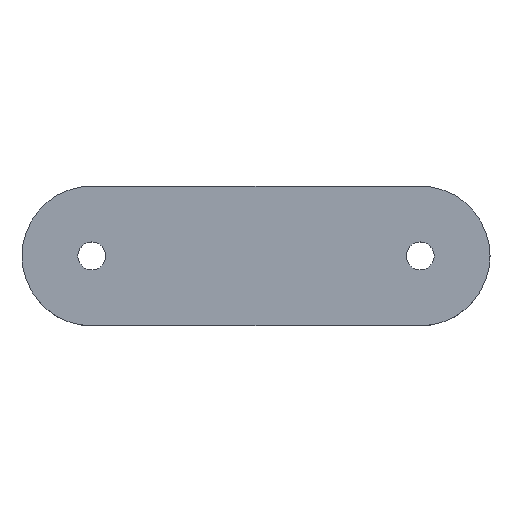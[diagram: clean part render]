
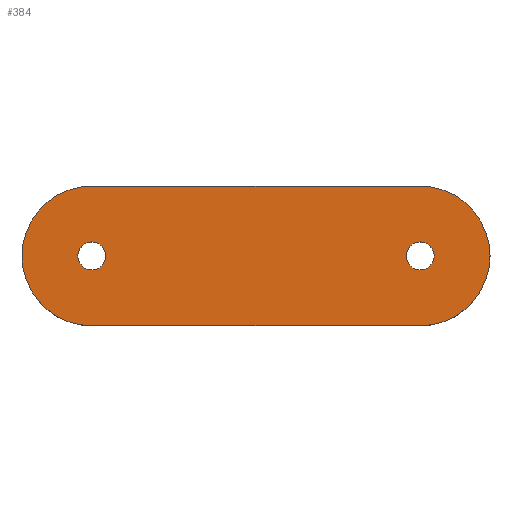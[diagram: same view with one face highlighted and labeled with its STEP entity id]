
A CAD part, top view. The second image highlights one B-rep face of the part: STEP entity #384.
In plain terms, the highlighted planar face has unit normal (0, 0, 1).
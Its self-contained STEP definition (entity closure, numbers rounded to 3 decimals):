
#1 = ORIENTED_EDGE ( 'NONE', *, *, #79, .T. ) ;
#4 = DIRECTION ( 'NONE',  ( 0., 0., 1. ) ) ;
#7 = EDGE_LOOP ( 'NONE', ( #159, #193, #172, #1, #354 ) ) ;
#9 = CARTESIAN_POINT ( 'NONE',  ( -146.233, -2.496, 10. ) ) ;
#15 = DIRECTION ( 'NONE',  ( 0., 0., 1. ) ) ;
#20 = CARTESIAN_POINT ( 'NONE',  ( -146.233, 17.504, 10. ) ) ;
#24 = VERTEX_POINT ( 'NONE', #247 ) ;
#29 = CARTESIAN_POINT ( 'NONE',  ( -193.233, 7.504, 10. ) ) ;
#30 = CARTESIAN_POINT ( 'NONE',  ( -193.233, 7.504, 10. ) ) ;
#34 = EDGE_CURVE ( 'NONE', #24, #186, #217, .T. ) ;
#35 = EDGE_CURVE ( 'NONE', #38, #165, #292, .T. ) ;
#38 = VERTEX_POINT ( 'NONE', #272 ) ;
#39 = VERTEX_POINT ( 'NONE', #276 ) ;
#40 = CARTESIAN_POINT ( 'NONE',  ( -148.233, 7.504, 10. ) ) ;
#41 = VECTOR ( 'NONE', #102, 1000. ) ;
#45 = DIRECTION ( 'NONE',  ( 1., 0., 0. ) ) ;
#50 = AXIS2_PLACEMENT_3D ( 'NONE', #112, #369, #150 ) ;
#56 = VERTEX_POINT ( 'NONE', #64 ) ;
#60 = DIRECTION ( 'NONE',  ( 1., 0., 0. ) ) ;
#64 = CARTESIAN_POINT ( 'NONE',  ( -195.233, 7.504, 10. ) ) ;
#66 = CARTESIAN_POINT ( 'NONE',  ( -146.233, 7.504, 10. ) ) ;
#79 = EDGE_CURVE ( 'NONE', #231, #24, #241, .T. ) ;
#87 = AXIS2_PLACEMENT_3D ( 'NONE', #66, #15, #313 ) ;
#92 = CARTESIAN_POINT ( 'NONE',  ( -146.233, 7.504, 10. ) ) ;
#94 = DIRECTION ( 'NONE',  ( 1., 0., 0. ) ) ;
#99 = EDGE_CURVE ( 'NONE', #187, #56, #382, .T. ) ;
#102 = DIRECTION ( 'NONE',  ( -1., 0., 0. ) ) ;
#109 = CARTESIAN_POINT ( 'NONE',  ( -193.233, 7.504, 10. ) ) ;
#111 = FACE_BOUND ( 'NONE', #190, .T. ) ;
#112 = CARTESIAN_POINT ( 'NONE',  ( -146.233, 7.504, 10. ) ) ;
#116 = CIRCLE ( 'NONE', #87, 2. ) ;
#119 = CIRCLE ( 'NONE', #274, 10. ) ;
#123 = DIRECTION ( 'NONE',  ( 0., 0., 1. ) ) ;
#133 = EDGE_LOOP ( 'NONE', ( #327, #341 ) ) ;
#134 = LINE ( 'NONE', #224, #41 ) ;
#135 = EDGE_CURVE ( 'NONE', #39, #231, #214, .T. ) ;
#142 = PLANE ( 'NONE',  #50 ) ;
#145 = EDGE_CURVE ( 'NONE', #376, #39, #134, .T. ) ;
#150 = DIRECTION ( 'NONE',  ( 1., 0., 0. ) ) ;
#152 = AXIS2_PLACEMENT_3D ( 'NONE', #109, #207, #45 ) ;
#153 = CARTESIAN_POINT ( 'NONE',  ( -146.233, -2.496, 10. ) ) ;
#159 = ORIENTED_EDGE ( 'NONE', *, *, #309, .T. ) ;
#163 = FACE_OUTER_BOUND ( 'NONE', #7, .T. ) ;
#165 = VERTEX_POINT ( 'NONE', #40 ) ;
#167 = AXIS2_PLACEMENT_3D ( 'NONE', #30, #336, #60 ) ;
#169 = EDGE_CURVE ( 'NONE', #165, #38, #116, .T. ) ;
#172 = ORIENTED_EDGE ( 'NONE', *, *, #135, .T. ) ;
#186 = VERTEX_POINT ( 'NONE', #9 ) ;
#187 = VERTEX_POINT ( 'NONE', #256 ) ;
#190 = EDGE_LOOP ( 'NONE', ( #306, #243 ) ) ;
#193 = ORIENTED_EDGE ( 'NONE', *, *, #145, .T. ) ;
#198 = CARTESIAN_POINT ( 'NONE',  ( -203.233, 7.504, 10. ) ) ;
#207 = DIRECTION ( 'NONE',  ( 0., 0., 1. ) ) ;
#211 = CARTESIAN_POINT ( 'NONE',  ( -146.233, 7.504, 10. ) ) ;
#214 = CIRCLE ( 'NONE', #262, 10. ) ;
#217 = LINE ( 'NONE', #153, #352 ) ;
#218 = AXIS2_PLACEMENT_3D ( 'NONE', #92, #123, #333 ) ;
#224 = CARTESIAN_POINT ( 'NONE',  ( -146.233, 17.504, 10. ) ) ;
#231 = VERTEX_POINT ( 'NONE', #198 ) ;
#237 = DIRECTION ( 'NONE',  ( 1., 0., 0. ) ) ;
#241 = CIRCLE ( 'NONE', #167, 10. ) ;
#243 = ORIENTED_EDGE ( 'NONE', *, *, #35, .F. ) ;
#247 = CARTESIAN_POINT ( 'NONE',  ( -193.233, -2.496, 10. ) ) ;
#256 = CARTESIAN_POINT ( 'NONE',  ( -191.233, 7.504, 10. ) ) ;
#257 = DIRECTION ( 'NONE',  ( 1., 0., 0. ) ) ;
#260 = DIRECTION ( 'NONE',  ( 0., 0., 1. ) ) ;
#262 = AXIS2_PLACEMENT_3D ( 'NONE', #285, #260, #257 ) ;
#272 = CARTESIAN_POINT ( 'NONE',  ( -144.233, 7.504, 10. ) ) ;
#274 = AXIS2_PLACEMENT_3D ( 'NONE', #211, #378, #237 ) ;
#276 = CARTESIAN_POINT ( 'NONE',  ( -193.233, 17.504, 10. ) ) ;
#278 = DIRECTION ( 'NONE',  ( 1., 0., 0. ) ) ;
#281 = AXIS2_PLACEMENT_3D ( 'NONE', #29, #4, #94 ) ;
#285 = CARTESIAN_POINT ( 'NONE',  ( -193.233, 7.504, 10. ) ) ;
#292 = CIRCLE ( 'NONE', #218, 2. ) ;
#299 = FACE_BOUND ( 'NONE', #133, .T. ) ;
#306 = ORIENTED_EDGE ( 'NONE', *, *, #169, .F. ) ;
#309 = EDGE_CURVE ( 'NONE', #186, #376, #119, .T. ) ;
#313 = DIRECTION ( 'NONE',  ( 1., 0., 0. ) ) ;
#327 = ORIENTED_EDGE ( 'NONE', *, *, #339, .F. ) ;
#333 = DIRECTION ( 'NONE',  ( 1., 0., 0. ) ) ;
#336 = DIRECTION ( 'NONE',  ( 0., 0., 1. ) ) ;
#339 = EDGE_CURVE ( 'NONE', #56, #187, #383, .T. ) ;
#341 = ORIENTED_EDGE ( 'NONE', *, *, #99, .F. ) ;
#352 = VECTOR ( 'NONE', #278, 1000. ) ;
#354 = ORIENTED_EDGE ( 'NONE', *, *, #34, .T. ) ;
#369 = DIRECTION ( 'NONE',  ( 0., 0., 1. ) ) ;
#376 = VERTEX_POINT ( 'NONE', #20 ) ;
#378 = DIRECTION ( 'NONE',  ( 0., 0., 1. ) ) ;
#382 = CIRCLE ( 'NONE', #281, 2. ) ;
#383 = CIRCLE ( 'NONE', #152, 2. ) ;
#384 = ADVANCED_FACE ( 'NONE', ( #299, #163, #111 ), #142, .T. ) ;
